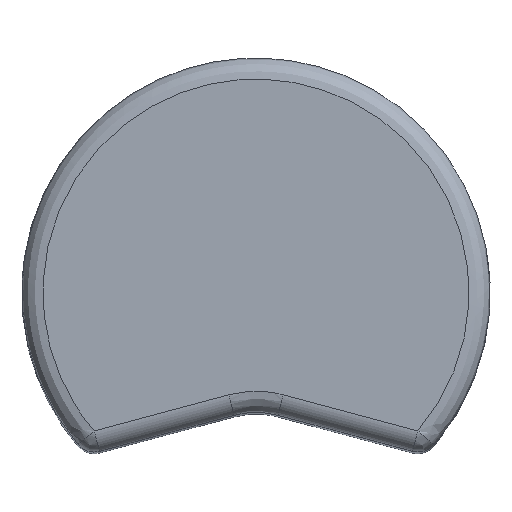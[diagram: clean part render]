
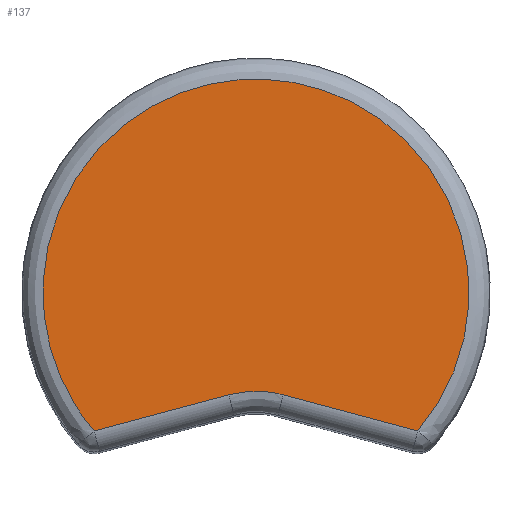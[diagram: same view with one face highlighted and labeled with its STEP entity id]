
A CAD part, top view. The second image highlights one B-rep face of the part: STEP entity #137.
In plain terms, the highlighted free-form (B-spline) face has degree [1, 1] with [2, 2] control points.
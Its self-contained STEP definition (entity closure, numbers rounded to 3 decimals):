
#137 = ADVANCED_FACE('',(#138),#172,.T.);
#138 = FACE_BOUND('',#139,.T.);
#139 = EDGE_LOOP('',(#140,#152,#159,#167));
#140 = ORIENTED_EDGE('',*,*,#141,.T.);
#141 = EDGE_CURVE('',#142,#144,#146,.T.);
#142 = VERTEX_POINT('',#143);
#143 = CARTESIAN_POINT('',(472.137,-404.385,
    1477.171));
#144 = VERTEX_POINT('',#145);
#145 = CARTESIAN_POINT('',(-472.137,-404.385,
    1477.171));
#146 = ( BOUNDED_CURVE() B_SPLINE_CURVE(2,(#147,#148,#149,#150,#151),
.UNSPECIFIED.,.F.,.F.) B_SPLINE_CURVE_WITH_KNOTS((3,2,3),(5.575
,7.854,10.133),.PIECEWISE_BEZIER_KNOTS.) CURVE() 
GEOMETRIC_REPRESENTATION_ITEM() RATIONAL_B_SPLINE_CURVE((1.,
0.418,1.,0.418,1.)) REPRESENTATION_ITEM('') );
#147 = CARTESIAN_POINT('',(472.137,-404.385,
    1477.171));
#148 = CARTESIAN_POINT('',(1350.928,621.643,
    1477.171));
#149 = CARTESIAN_POINT('',(0.,621.643,
    1477.171));
#150 = CARTESIAN_POINT('',(-1350.928,621.643,
    1477.171));
#151 = CARTESIAN_POINT('',(-472.137,-404.385,
    1477.171));
#152 = ORIENTED_EDGE('',*,*,#153,.T.);
#153 = EDGE_CURVE('',#144,#154,#156,.T.);
#154 = VERTEX_POINT('',#155);
#155 = CARTESIAN_POINT('',(-79.65,-299.218,
    1477.171));
#156 = B_SPLINE_CURVE_WITH_KNOTS('',1,(#157,#158),.UNSPECIFIED.,.F.,.F.,
  (2,2),(-330.089,0.),.PIECEWISE_BEZIER_KNOTS.);
#157 = CARTESIAN_POINT('',(-472.137,-404.385,
    1477.171));
#158 = CARTESIAN_POINT('',(-79.65,-299.218,
    1477.171));
#159 = ORIENTED_EDGE('',*,*,#160,.T.);
#160 = EDGE_CURVE('',#154,#161,#163,.T.);
#161 = VERTEX_POINT('',#162);
#162 = CARTESIAN_POINT('',(79.65,-299.218,
    1477.171));
#163 = ( BOUNDED_CURVE() B_SPLINE_CURVE(2,(#164,#165,#166),
.UNSPECIFIED.,.F.,.F.) B_SPLINE_CURVE_WITH_KNOTS((3,3),(4.451,
4.974),.PIECEWISE_BEZIER_KNOTS.) CURVE() 
GEOMETRIC_REPRESENTATION_ITEM() RATIONAL_B_SPLINE_CURVE((1.,
0.966,1.)) REPRESENTATION_ITEM('') );
#164 = CARTESIAN_POINT('',(-79.65,-299.218,
    1477.171));
#165 = CARTESIAN_POINT('',(0.,-277.876,
    1477.171));
#166 = CARTESIAN_POINT('',(79.65,-299.218,
    1477.171));
#167 = ORIENTED_EDGE('',*,*,#168,.T.);
#168 = EDGE_CURVE('',#161,#142,#169,.T.);
#169 = B_SPLINE_CURVE_WITH_KNOTS('',1,(#170,#171),.UNSPECIFIED.,.F.,.F.,
  (2,2),(-302.58,27.509),.PIECEWISE_BEZIER_KNOTS.);
#170 = CARTESIAN_POINT('',(79.65,-299.218,
    1477.171));
#171 = CARTESIAN_POINT('',(472.137,-404.385,
    1477.171));
#172 = B_SPLINE_SURFACE_WITH_KNOTS('',1,1,(
    (#173,#174)
    ,(#175,#176
    )),.UNSPECIFIED.,.F.,.F.,.F.,(2,2),(2,2),(-505.,505.),(
    -328.507,505.),.PIECEWISE_BEZIER_KNOTS.);
#173 = CARTESIAN_POINT('',(-621.643,-404.385,
    1477.171));
#174 = CARTESIAN_POINT('',(-621.643,621.643,
    1477.171));
#175 = CARTESIAN_POINT('',(621.643,-404.385,
    1477.171));
#176 = CARTESIAN_POINT('',(621.643,621.643,
    1477.171));
